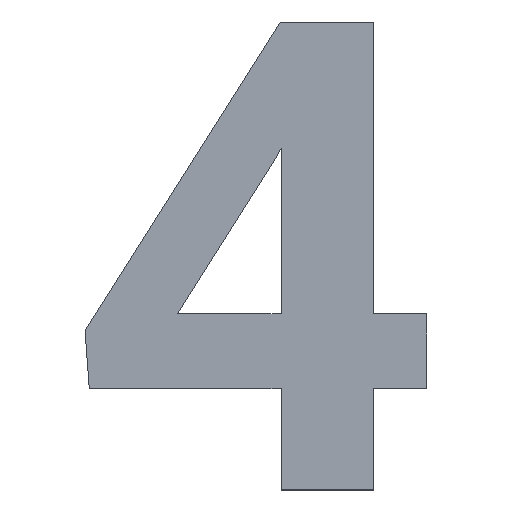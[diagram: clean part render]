
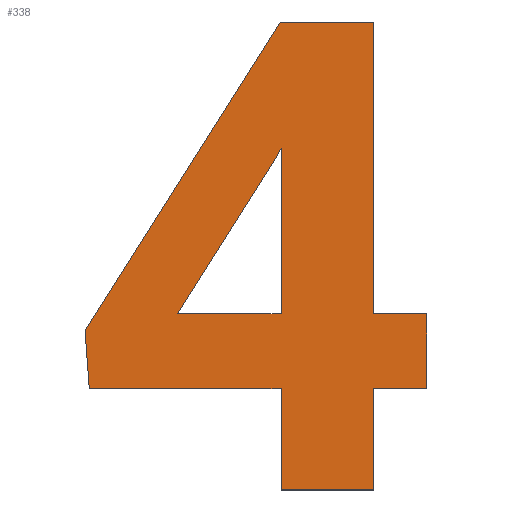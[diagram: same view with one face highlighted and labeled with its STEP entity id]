
A CAD part, top view. The second image highlights one B-rep face of the part: STEP entity #338.
In plain terms, the highlighted planar face has unit normal (0, 0, 1).
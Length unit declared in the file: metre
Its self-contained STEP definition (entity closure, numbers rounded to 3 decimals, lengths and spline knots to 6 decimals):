
#87=ORIENTED_EDGE('',*,*,#112,.F.);
#88=ORIENTED_EDGE('',*,*,#116,.F.);
#89=ORIENTED_EDGE('',*,*,#119,.F.);
#90=ORIENTED_EDGE('',*,*,#122,.F.);
#91=ORIENTED_EDGE('',*,*,#125,.F.);
#92=ORIENTED_EDGE('',*,*,#128,.F.);
#93=ORIENTED_EDGE('',*,*,#131,.F.);
#94=ORIENTED_EDGE('',*,*,#134,.F.);
#95=ORIENTED_EDGE('',*,*,#137,.F.);
#96=ORIENTED_EDGE('',*,*,#140,.F.);
#97=ORIENTED_EDGE('',*,*,#143,.F.);
#98=ORIENTED_EDGE('',*,*,#102,.F.);
#99=ORIENTED_EDGE('',*,*,#106,.F.);
#100=ORIENTED_EDGE('',*,*,#109,.F.);
#101=ORIENTED_EDGE('',*,*,#145,.F.);
#102=EDGE_CURVE('',#147,#148,#177,.T.);
#106=EDGE_CURVE('',#151,#147,#181,.T.);
#109=EDGE_CURVE('',#153,#151,#184,.T.);
#112=EDGE_CURVE('',#155,#156,#187,.T.);
#116=EDGE_CURVE('',#159,#155,#191,.T.);
#119=EDGE_CURVE('',#161,#159,#194,.T.);
#122=EDGE_CURVE('',#163,#161,#197,.T.);
#125=EDGE_CURVE('',#165,#163,#200,.T.);
#128=EDGE_CURVE('',#167,#165,#203,.T.);
#131=EDGE_CURVE('',#169,#167,#206,.T.);
#134=EDGE_CURVE('',#171,#169,#209,.T.);
#137=EDGE_CURVE('',#173,#171,#212,.T.);
#140=EDGE_CURVE('',#175,#173,#215,.T.);
#143=EDGE_CURVE('',#156,#175,#218,.T.);
#145=EDGE_CURVE('',#148,#153,#220,.T.);
#147=VERTEX_POINT('',#453);
#148=VERTEX_POINT('',#454);
#151=VERTEX_POINT('',#462);
#153=VERTEX_POINT('',#468);
#155=VERTEX_POINT('',#474);
#156=VERTEX_POINT('',#475);
#159=VERTEX_POINT('',#483);
#161=VERTEX_POINT('',#489);
#163=VERTEX_POINT('',#495);
#165=VERTEX_POINT('',#501);
#167=VERTEX_POINT('',#507);
#169=VERTEX_POINT('',#513);
#171=VERTEX_POINT('',#519);
#173=VERTEX_POINT('',#525);
#175=VERTEX_POINT('',#531);
#177=LINE('',#452,#222);
#181=LINE('',#461,#226);
#184=LINE('',#467,#229);
#187=LINE('',#473,#232);
#191=LINE('',#482,#236);
#194=LINE('',#488,#239);
#197=LINE('',#494,#242);
#200=LINE('',#500,#245);
#203=LINE('',#506,#248);
#206=LINE('',#512,#251);
#209=LINE('',#518,#254);
#212=LINE('',#524,#257);
#215=LINE('',#530,#260);
#218=LINE('',#536,#263);
#220=LINE('',#539,#265);
#222=VECTOR('',#373,1.);
#226=VECTOR('',#379,1.);
#229=VECTOR('',#384,1.);
#232=VECTOR('',#389,1.);
#236=VECTOR('',#395,1.);
#239=VECTOR('',#400,1.);
#242=VECTOR('',#405,1.);
#245=VECTOR('',#410,1.);
#248=VECTOR('',#415,1.);
#251=VECTOR('',#420,1.);
#254=VECTOR('',#425,1.);
#257=VECTOR('',#430,1.);
#260=VECTOR('',#435,1.);
#263=VECTOR('',#440,1.);
#265=VECTOR('',#444,1.);
#284=EDGE_LOOP('',(#87,#88,#89,#90,#91,#92,#93,#94,#95,#96,#97));
#285=EDGE_LOOP('',(#98,#99,#100,#101));
#303=FACE_BOUND('',#284,.T.);
#304=FACE_BOUND('',#285,.T.);
#321=PLANE('',#368);
#338=ADVANCED_FACE('',(#303,#304),#321,.T.);
#368=AXIS2_PLACEMENT_3D('',#542,#448,#449);
#373=DIRECTION('',(1.,0.,0.));
#379=DIRECTION('',(-0.533,-0.846,0.));
#384=DIRECTION('',(-0.497,-0.868,0.));
#389=DIRECTION('',(1.,0.,0.));
#395=DIRECTION('',(0.,-1.,0.));
#400=DIRECTION('',(1.,0.,0.));
#405=DIRECTION('',(0.535,0.845,0.));
#410=DIRECTION('',(-0.072,0.997,0.));
#415=DIRECTION('',(-1.,0.,0.));
#420=DIRECTION('',(0.,1.,0.));
#425=DIRECTION('',(-1.,0.,0.));
#430=DIRECTION('',(0.,-1.,0.));
#435=DIRECTION('',(-1.,0.,0.));
#440=DIRECTION('',(0.,-1.,0.));
#444=DIRECTION('',(0.,1.,0.));
#448=DIRECTION('',(0.,0.,1.));
#449=DIRECTION('',(1.,0.,0.));
#452=CARTESIAN_POINT('',(0.064148,0.00688,0.0095));
#453=CARTESIAN_POINT('',(0.063537,0.00688,0.0095));
#454=CARTESIAN_POINT('',(0.06476,0.00688,0.0095));
#461=CARTESIAN_POINT('',(0.064112,0.007793,0.0095));
#462=CARTESIAN_POINT('',(0.064688,0.008706,0.0095));
#467=CARTESIAN_POINT('',(0.064724,0.008769,0.0095));
#468=CARTESIAN_POINT('',(0.06476,0.008831,0.0095));
#473=CARTESIAN_POINT('',(0.06617,0.00688,0.0095));
#474=CARTESIAN_POINT('',(0.065857,0.00688,0.0095));
#475=CARTESIAN_POINT('',(0.066484,0.00688,0.0095));
#482=CARTESIAN_POINT('',(0.065857,0.008603,0.0095));
#483=CARTESIAN_POINT('',(0.065857,0.010327,0.0095));
#488=CARTESIAN_POINT('',(0.065303,0.010327,0.0095));
#489=CARTESIAN_POINT('',(0.064749,0.010327,0.0095));
#494=CARTESIAN_POINT('',(0.063596,0.008506,0.0095));
#495=CARTESIAN_POINT('',(0.062443,0.006685,0.0095));
#500=CARTESIAN_POINT('',(0.062468,0.006339,0.0095));
#501=CARTESIAN_POINT('',(0.062493,0.005994,0.0095));
#506=CARTESIAN_POINT('',(0.063626,0.005994,0.0095));
#507=CARTESIAN_POINT('',(0.06476,0.005994,0.0095));
#512=CARTESIAN_POINT('',(0.06476,0.005396,0.0095));
#513=CARTESIAN_POINT('',(0.06476,0.004798,0.0095));
#518=CARTESIAN_POINT('',(0.065308,0.004798,0.0095));
#519=CARTESIAN_POINT('',(0.065857,0.004798,0.0095));
#524=CARTESIAN_POINT('',(0.065857,0.005396,0.0095));
#525=CARTESIAN_POINT('',(0.065857,0.005994,0.0095));
#530=CARTESIAN_POINT('',(0.06617,0.005994,0.0095));
#531=CARTESIAN_POINT('',(0.066484,0.005994,0.0095));
#536=CARTESIAN_POINT('',(0.066484,0.006437,0.0095));
#539=CARTESIAN_POINT('',(0.06476,0.007855,0.0095));
#542=CARTESIAN_POINT('',(0.104891,-0.015824,0.0095));
